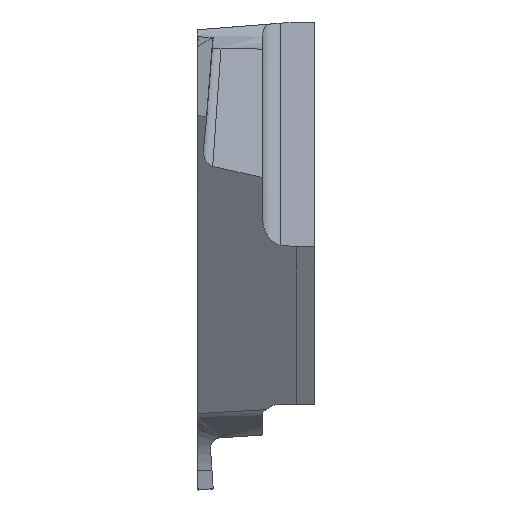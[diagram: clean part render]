
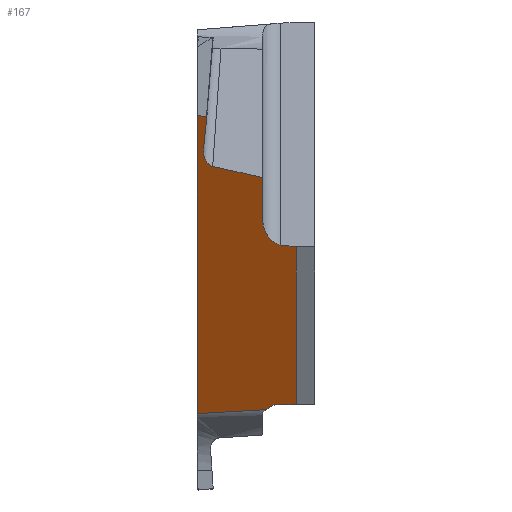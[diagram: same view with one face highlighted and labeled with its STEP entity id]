
A CAD part, front view. The second image highlights one B-rep face of the part: STEP entity #167.
In plain terms, the highlighted planar face has unit normal (-0.079, -0.863, -0.498).
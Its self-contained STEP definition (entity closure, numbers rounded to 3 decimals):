
#75=ELLIPSE('',#1410,0.483,0.3);
#76=ELLIPSE('',#1412,0.815,0.5);
#77=ELLIPSE('',#1413,0.025,0.01);
#78=ELLIPSE('',#1414,0.506,0.5);
#108=FACE_OUTER_BOUND('',#275,.T.);
#167=ADVANCED_FACE('',(#108),#215,.T.);
#215=PLANE('',#1415);
#275=EDGE_LOOP('',(#499,#500,#501,#502,#503,#504,#505,#506,#507,#508,#509,
#510,#511,#512));
#499=ORIENTED_EDGE('',*,*,#775,.T.);
#500=ORIENTED_EDGE('',*,*,#773,.F.);
#501=ORIENTED_EDGE('',*,*,#872,.T.);
#502=ORIENTED_EDGE('',*,*,#873,.T.);
#503=ORIENTED_EDGE('',*,*,#874,.T.);
#504=ORIENTED_EDGE('',*,*,#871,.F.);
#505=ORIENTED_EDGE('',*,*,#868,.T.);
#506=ORIENTED_EDGE('',*,*,#866,.T.);
#507=ORIENTED_EDGE('',*,*,#875,.T.);
#508=ORIENTED_EDGE('',*,*,#876,.F.);
#509=ORIENTED_EDGE('',*,*,#830,.T.);
#510=ORIENTED_EDGE('',*,*,#877,.T.);
#511=ORIENTED_EDGE('',*,*,#878,.F.);
#512=ORIENTED_EDGE('',*,*,#777,.T.);
#658=VERTEX_POINT('',#1894);
#659=VERTEX_POINT('',#1896);
#660=VERTEX_POINT('',#1900);
#661=VERTEX_POINT('',#1904);
#701=VERTEX_POINT('',#2103);
#702=VERTEX_POINT('',#2105);
#727=VERTEX_POINT('',#2355);
#728=VERTEX_POINT('',#2371);
#729=VERTEX_POINT('',#2375);
#730=VERTEX_POINT('',#2379);
#731=VERTEX_POINT('',#2383);
#732=VERTEX_POINT('',#2385);
#733=VERTEX_POINT('',#2388);
#734=VERTEX_POINT('',#2394);
#773=EDGE_CURVE('',#658,#659,#1093,.T.);
#775=EDGE_CURVE('',#660,#659,#1095,.T.);
#777=EDGE_CURVE('',#661,#660,#1097,.T.);
#830=EDGE_CURVE('',#702,#701,#1127,.T.);
#866=EDGE_CURVE('',#728,#727,#973,.T.);
#868=EDGE_CURVE('',#729,#728,#1146,.T.);
#871=EDGE_CURVE('',#729,#730,#75,.T.);
#872=EDGE_CURVE('',#658,#731,#76,.T.);
#873=EDGE_CURVE('',#731,#732,#1149,.T.);
#874=EDGE_CURVE('',#732,#730,#1150,.T.);
#875=EDGE_CURVE('',#727,#733,#1151,.T.);
#876=EDGE_CURVE('',#702,#733,#77,.T.);
#877=EDGE_CURVE('',#701,#734,#974,.T.);
#878=EDGE_CURVE('',#661,#734,#78,.T.);
#973=B_SPLINE_CURVE_WITH_KNOTS('',3,(#2356,#2357,#2358,#2359,#2360,#2361,
#2362,#2363,#2364,#2365,#2366,#2367,#2368,#2369,#2370),.UNSPECIFIED.,.F.,
 .F.,(4,1,1,1,1,1,1,1,1,1,1,1,4),(0.,0.083,0.167,0.25,
0.333,0.417,0.5,0.583,0.667,0.75,
0.833,0.917,1.),.UNSPECIFIED.);
#974=B_SPLINE_CURVE_WITH_KNOTS('',3,(#2390,#2391,#2392,#2393),
 .UNSPECIFIED.,.F.,.F.,(4,4),(0.,1.),.UNSPECIFIED.);
#1093=LINE('',#1895,#1205);
#1095=LINE('',#1899,#1207);
#1097=LINE('',#1903,#1209);
#1127=LINE('',#2104,#1239);
#1146=LINE('',#2374,#1260);
#1149=LINE('',#2384,#1263);
#1150=LINE('',#2386,#1264);
#1151=LINE('',#2387,#1265);
#1205=VECTOR('',#1494,1.);
#1207=VECTOR('',#1498,1.);
#1209=VECTOR('',#1502,1.);
#1239=VECTOR('',#1572,1.);
#1260=VECTOR('',#1613,1.);
#1263=VECTOR('',#1624,1.);
#1264=VECTOR('',#1625,1.);
#1265=VECTOR('',#1626,1.);
#1410=AXIS2_PLACEMENT_3D('',#2380,#1618,#1619);
#1412=AXIS2_PLACEMENT_3D('',#2382,#1622,#1623);
#1413=AXIS2_PLACEMENT_3D('',#2389,#1627,#1628);
#1414=AXIS2_PLACEMENT_3D('',#2395,#1629,#1630);
#1415=AXIS2_PLACEMENT_3D('',#2396,#1631,#1632);
#1494=DIRECTION('',(0.992,-0.018,-0.126));
#1498=DIRECTION('',(0.,-0.5,0.866));
#1502=DIRECTION('',(0.997,-0.073,-0.03));
#1572=DIRECTION('',(0.,0.5,-0.866));
#1613=DIRECTION('',(0.089,-0.504,0.859));
#1618=DIRECTION('',(-0.078,-0.863,-0.498));
#1619=DIRECTION('',(0.027,-0.502,0.865));
#1622=DIRECTION('',(0.078,0.863,0.498));
#1623=DIRECTION('',(0.061,0.495,-0.867));
#1624=DIRECTION('',(0.,-0.5,0.866));
#1625=DIRECTION('',(-0.975,-0.038,0.219));
#1626=DIRECTION('',(-0.97,-0.048,0.237));
#1627=DIRECTION('',(0.078,0.863,0.498));
#1628=DIRECTION('',(-0.035,-0.497,0.867));
#1629=DIRECTION('',(-0.078,-0.863,-0.498));
#1630=DIRECTION('',(-0.486,0.47,-0.737));
#1631=DIRECTION('',(-0.078,-0.863,-0.498));
#1632=DIRECTION('',(-0.997,0.068,0.039));
#1894=CARTESIAN_POINT('',(2.26,-4.65,-1.32));
#1895=CARTESIAN_POINT('',(2.26,-4.65,-1.32));
#1896=CARTESIAN_POINT('',(2.68,-4.658,-1.373));
#1899=CARTESIAN_POINT('',(2.68,-2.187,-5.652));
#1900=CARTESIAN_POINT('',(2.68,-2.187,-5.652));
#1903=CARTESIAN_POINT('',(2.26,-2.156,-5.64));
#1904=CARTESIAN_POINT('',(2.26,-2.156,-5.64));
#2103=CARTESIAN_POINT('',(0.,-1.805,-5.891));
#2104=CARTESIAN_POINT('',(0.,-6.465,2.179));
#2105=CARTESIAN_POINT('',(0.,-6.465,2.179));
#2355=CARTESIAN_POINT('',(0.246,-6.465,2.141));
#2356=CARTESIAN_POINT('',(0.253,-6.452,2.117));
#2357=CARTESIAN_POINT('',(0.254,-6.453,2.119));
#2358=CARTESIAN_POINT('',(0.254,-6.454,2.121));
#2359=CARTESIAN_POINT('',(0.254,-6.456,2.124));
#2360=CARTESIAN_POINT('',(0.253,-6.458,2.127));
#2361=CARTESIAN_POINT('',(0.253,-6.459,2.129));
#2362=CARTESIAN_POINT('',(0.252,-6.46,2.132));
#2363=CARTESIAN_POINT('',(0.252,-6.461,2.134));
#2364=CARTESIAN_POINT('',(0.251,-6.462,2.136));
#2365=CARTESIAN_POINT('',(0.25,-6.463,2.137));
#2366=CARTESIAN_POINT('',(0.249,-6.464,2.139));
#2367=CARTESIAN_POINT('',(0.248,-6.464,2.14));
#2368=CARTESIAN_POINT('',(0.247,-6.465,2.14));
#2369=CARTESIAN_POINT('',(0.246,-6.465,2.141));
#2370=CARTESIAN_POINT('',(0.246,-6.465,2.141));
#2371=CARTESIAN_POINT('',(0.253,-6.452,2.117));
#2374=CARTESIAN_POINT('',(0.167,-5.961,1.28));
#2375=CARTESIAN_POINT('',(0.167,-5.961,1.28));
#2379=CARTESIAN_POINT('',(0.416,-5.711,0.807));
#2380=CARTESIAN_POINT('',(0.463,-5.953,1.22));
#2382=CARTESIAN_POINT('',(2.26,-5.056,-0.616));
#2383=CARTESIAN_POINT('',(1.76,-5.047,-0.553));
#2384=CARTESIAN_POINT('',(1.76,-5.047,-0.553));
#2385=CARTESIAN_POINT('',(1.76,-5.658,0.505));
#2386=CARTESIAN_POINT('',(1.76,-5.658,0.505));
#2387=CARTESIAN_POINT('',(0.246,-6.465,2.141));
#2388=CARTESIAN_POINT('',(0.01,-6.477,2.198));
#2389=CARTESIAN_POINT('',(0.01,-6.464,2.177));
#2390=CARTESIAN_POINT('',(0.,-1.805,-5.891));
#2391=CARTESIAN_POINT('',(0.625,-1.889,-5.845));
#2392=CARTESIAN_POINT('',(1.251,-1.966,-5.811));
#2393=CARTESIAN_POINT('',(1.879,-2.039,-5.783));
#2394=CARTESIAN_POINT('',(1.879,-2.039,-5.783));
#2395=CARTESIAN_POINT('',(2.26,-1.904,-6.077));
#2396=CARTESIAN_POINT('',(0.,0.183,-9.335));
